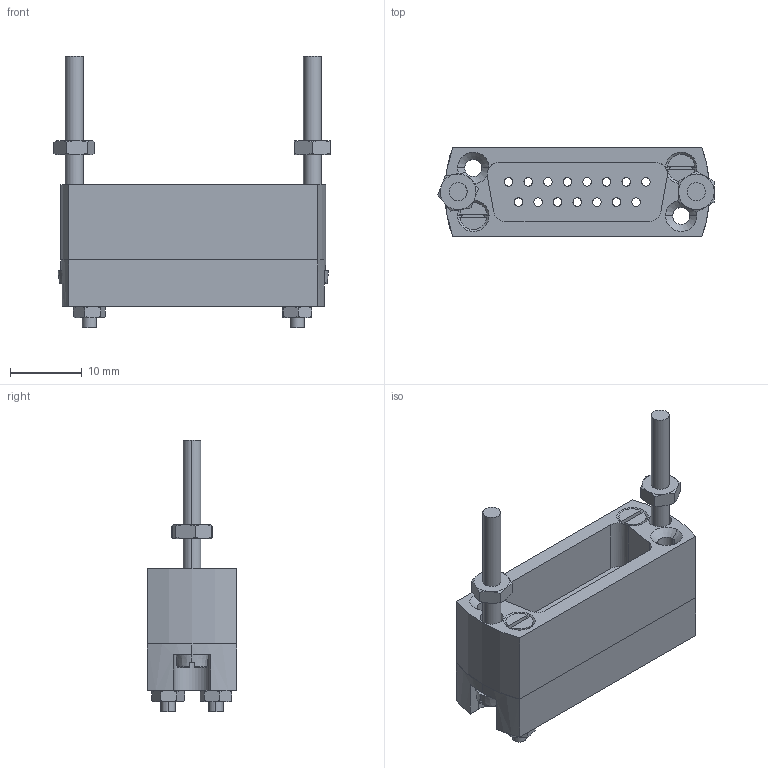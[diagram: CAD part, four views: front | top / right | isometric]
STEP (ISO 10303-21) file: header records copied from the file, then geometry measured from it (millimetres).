
FILE_DESCRIPTION (( 'STEP AP214' ), '1' );
FILE_NAME ('211-MS15-PK.STEP', '2025-04-30T08:39:53', ( '' ), ( '' ), 'SwSTEP 2.0', 'SolidWorks 2022', '' );
FILE_SCHEMA (( 'AUTOMOTIVE_DESIGN' ));
Length unit declared in the file: millimetre
Products named in the file (7): Hexagon Nut ISO 4032 - M2 - D - N_Hexagon Nut ISO 4032 - M2 - D - N; 9211-FSX-PK-BP_9211-FS15-PK-BP; ISO 2009 - M2 x 20 --- 20C_ISO 2009 - M2 x 20 --- 20C; ISO 1207 - M2.5 x 30 --- 30N_ISO 1207 - M2.5 x 30 --- 30N; Hexagon Nut ISO 4032 - M2.5 - D - N_Hexagon Nut ISO 4032 - M2.5 - D - N; 9211-MSX-PK-FP_9211-MS15-PK-FP; 211-MS15-PK
Assembly tree (10 placements, depth 2):
  211-MS15-PK
    9211-MSX-PK-FP_9211-MS15-PK-FP
    9211-FSX-PK-BP_9211-FS15-PK-BP
    Hexagon Nut ISO 4032 - M2 - D - N_Hexagon Nut ISO 4032 - M2 - D - N  x2
    ISO 2009 - M2 x 20 --- 20C_ISO 2009 - M2 x 20 --- 20C  x2
    ISO 1207 - M2.5 x 30 --- 30N_ISO 1207 - M2.5 x 30 --- 30N  x2
    Hexagon Nut ISO 4032 - M2.5 - D - N_Hexagon Nut ISO 4032 - M2.5 - D - N  x2
Bounding box: 38.65 x 12.5 x 38 mm (x, y, z)
Volume: 5662.6 mm3; surface area: 6448.1 mm2
Topology: 10 solids, 10 shells, 426 faces, 992 edges, 602 vertices
Faces by surface type: cylinder 186, cone 140, plane 92, torus 8
Entity records: 10611 total; most frequent: CARTESIAN_POINT 1992, DIRECTION 1890, ORIENTED_EDGE 1620, EDGE_CURVE 810, AXIS2_PLACEMENT_3D 789, VERTEX_POINT 494, EDGE_LOOP 446, CIRCLE 433
